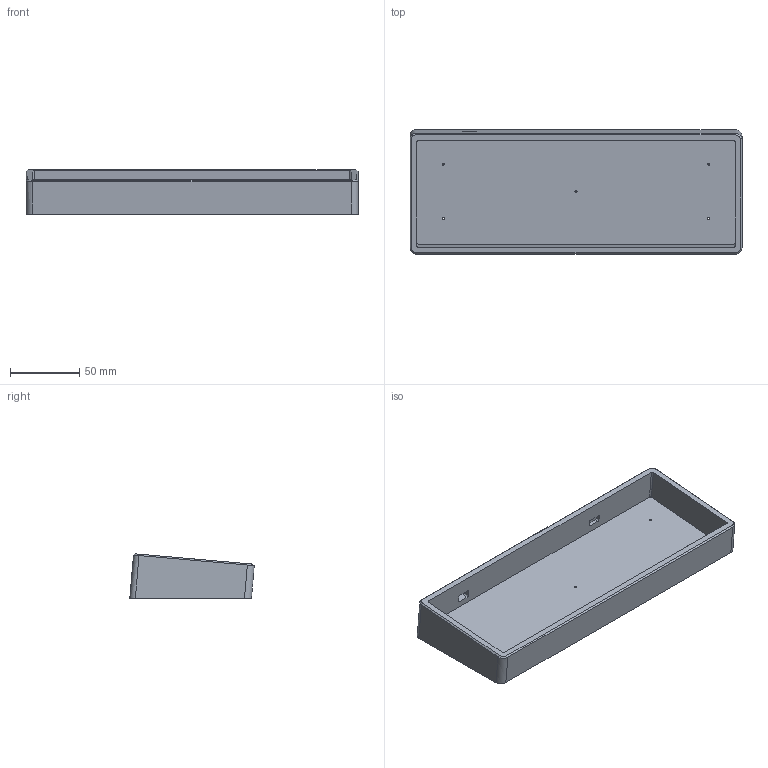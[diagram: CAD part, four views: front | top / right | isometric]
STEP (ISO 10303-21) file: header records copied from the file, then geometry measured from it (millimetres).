
FILE_DESCRIPTION(('HOOPS Exchange Step'),'2;1');
FILE_NAME('temp_export','2021-01-26T11:48:10-05:00',('mobile'),('Shapr3D Limited'),'HOOPS Exchange 2020.2','Shapr3D','Authorized');
FILE_SCHEMA( ('AP203_CONFIGURATION_CONTROLLED_3D_DESIGN_OF_MECHANICAL_PARTS_AND_ASSEMBLIES_MIM_LF') );
Length unit declared in the file: millimetre
Products named in the file (1): DB17976F-5DD2-4738-8AA6-725060A14B5E.tmp
Bounding box: 239 x 89.63 x 31.92 mm (x, y, z)
Volume: 181951.4 mm3; surface area: 74083.6 mm2
Topology: 1 solids, 1 shells, 59 faces, 142 edges, 92 vertices
Faces by surface type: plane 29, cylinder 26, cone 4
Full cylindrical faces by diameter (mm): 1.5 x5, 5 x5
Entity records: 1791 total; most frequent: DIRECTION 318, CARTESIAN_POINT 294, ORIENTED_EDGE 284, EDGE_CURVE 142, AXIS2_PLACEMENT_3D 116, VERTEX_POINT 92, VECTOR 86, LINE 86
